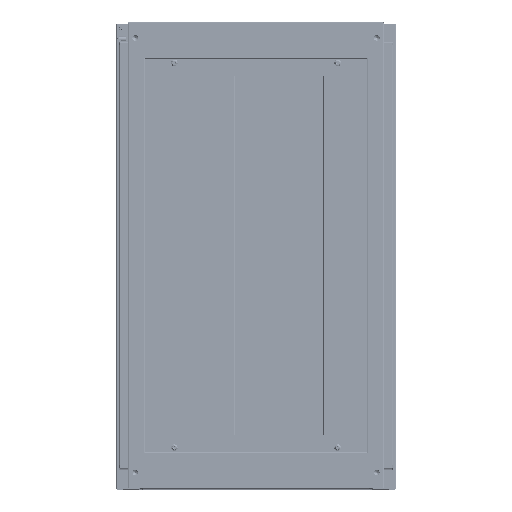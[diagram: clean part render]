
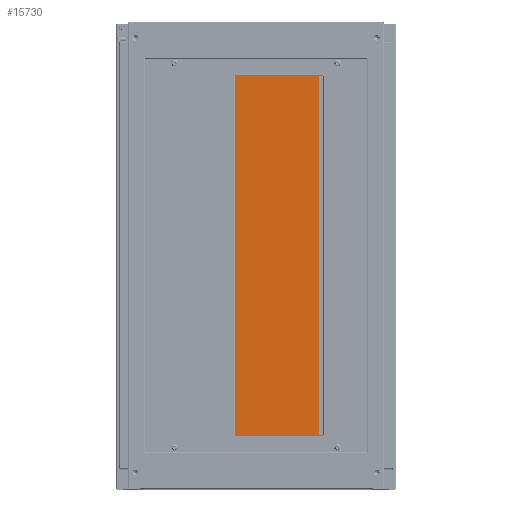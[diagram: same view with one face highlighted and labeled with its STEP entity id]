
A CAD part, top view. The second image highlights one B-rep face of the part: STEP entity #15730.
In plain terms, the highlighted face is planar.
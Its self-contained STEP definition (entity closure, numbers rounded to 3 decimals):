
#15730 = ADVANCED_FACE ( 'NONE', ( #134856 ), #29495, .T. ) ;
#18931 = ORIENTED_EDGE ( 'NONE', *, *, #72534, .F. ) ;
#18932 = ORIENTED_EDGE ( 'NONE', *, *, #72533, .T. ) ;
#18933 = ORIENTED_EDGE ( 'NONE', *, *, #72532, .T. ) ;
#18934 = ORIENTED_EDGE ( 'NONE', *, *, #72535, .T. ) ;
#18935 = ORIENTED_EDGE ( 'NONE', *, *, #72529, .T. ) ;
#18936 = ORIENTED_EDGE ( 'NONE', *, *, #72531, .T. ) ;
#18937 = ORIENTED_EDGE ( 'NONE', *, *, #72536, .T. ) ;
#18938 = ORIENTED_EDGE ( 'NONE', *, *, #72537, .F. ) ;
#20829 = VERTEX_POINT ( 'NONE', #117949 ) ;
#20845 = VERTEX_POINT ( 'NONE', #117985 ) ;
#20847 = VERTEX_POINT ( 'NONE', #117990 ) ;
#21097 = VERTEX_POINT ( 'NONE', #118588 ) ;
#21153 = VERTEX_POINT ( 'NONE', #118724 ) ;
#21256 = VERTEX_POINT ( 'NONE', #118910 ) ;
#21292 = VERTEX_POINT ( 'NONE', #118962 ) ;
#21457 = VERTEX_POINT ( 'NONE', #119107 ) ;
#29486 = CARTESIAN_POINT ( 'NONE',  ( -400., -99., 1.5 ) ) ;
#29495 = PLANE ( 'NONE',  #137813 ) ;
#29505 = DIRECTION ( 'NONE',  ( 0., 0., 1. ) ) ;
#29507 = DIRECTION ( 'NONE',  ( 1., 0., 0. ) ) ;
#72529 = EDGE_CURVE ( 'NONE', #21097, #21153, #102024, .T. ) ;
#72531 = EDGE_CURVE ( 'NONE', #21153, #21292, #102040, .T. ) ;
#72532 = EDGE_CURVE ( 'NONE', #20829, #21457, #102044, .T. ) ;
#72533 = EDGE_CURVE ( 'NONE', #20847, #20829, #102048, .T. ) ;
#72534 = EDGE_CURVE ( 'NONE', #20847, #20845, #102051, .T. ) ;
#72535 = EDGE_CURVE ( 'NONE', #21457, #21097, #102055, .T. ) ;
#72536 = EDGE_CURVE ( 'NONE', #21292, #21256, #102059, .T. ) ;
#72537 = EDGE_CURVE ( 'NONE', #20845, #21256, #102063, .T. ) ;
#75265 = EDGE_LOOP ( 'NONE', ( #18931, #18932, #18933, #18934, #18935, #18936, #18937, #18938 ) ) ;
#97197 = CARTESIAN_POINT ( 'NONE',  ( -400., 99., 1.5 ) ) ;
#97203 = DIRECTION ( 'NONE',  ( -1., 0., 0. ) ) ;
#97210 = CARTESIAN_POINT ( 'NONE',  ( -400., 99., 1.5 ) ) ;
#97211 = DIRECTION ( 'NONE',  ( 0., -1., 0. ) ) ;
#97214 = CARTESIAN_POINT ( 'NONE',  ( -400., -99., 1.5 ) ) ;
#97216 = DIRECTION ( 'NONE',  ( 1., 0., 0. ) ) ;
#97218 = CARTESIAN_POINT ( 'NONE',  ( 385., -98., 1.5 ) ) ;
#97220 = DIRECTION ( 'NONE',  ( 0., -1., 0. ) ) ;
#97222 = CARTESIAN_POINT ( 'NONE',  ( 385., -97.99, 1.5 ) ) ;
#97224 = DIRECTION ( 'NONE',  ( -1., 0., 0. ) ) ;
#97226 = CARTESIAN_POINT ( 'NONE',  ( 400., 99., 1.5 ) ) ;
#97228 = DIRECTION ( 'NONE',  ( 0., 1., 0. ) ) ;
#97231 = CARTESIAN_POINT ( 'NONE',  ( -400., -99., 1.5 ) ) ;
#97233 = DIRECTION ( 'NONE',  ( 1., 0., 0. ) ) ;
#97236 = CARTESIAN_POINT ( 'NONE',  ( -385., -98., 1.5 ) ) ;
#97237 = DIRECTION ( 'NONE',  ( 0., -1., 0. ) ) ;
#102024 = LINE ( 'NONE', #97197, #102033 ) ;
#102033 = VECTOR ( 'NONE', #97203, 1000. ) ;
#102040 = LINE ( 'NONE', #97210, #102042 ) ;
#102042 = VECTOR ( 'NONE', #97211, 1000. ) ;
#102044 = LINE ( 'NONE', #97214, #102046 ) ;
#102046 = VECTOR ( 'NONE', #97216, 1000. ) ;
#102048 = LINE ( 'NONE', #97218, #102050 ) ;
#102050 = VECTOR ( 'NONE', #97220, 1000. ) ;
#102051 = LINE ( 'NONE', #97222, #102053 ) ;
#102053 = VECTOR ( 'NONE', #97224, 1000. ) ;
#102055 = LINE ( 'NONE', #97226, #102057 ) ;
#102057 = VECTOR ( 'NONE', #97228, 1000. ) ;
#102059 = LINE ( 'NONE', #97231, #102061 ) ;
#102061 = VECTOR ( 'NONE', #97233, 1000. ) ;
#102063 = LINE ( 'NONE', #97236, #102064 ) ;
#102064 = VECTOR ( 'NONE', #97237, 1000. ) ;
#117949 = CARTESIAN_POINT ( 'NONE',  ( 385., -99., 1.5 ) ) ;
#117985 = CARTESIAN_POINT ( 'NONE',  ( -385., -97.99, 1.5 ) ) ;
#117990 = CARTESIAN_POINT ( 'NONE',  ( 385., -97.99, 1.5 ) ) ;
#118588 = CARTESIAN_POINT ( 'NONE',  ( 400., 99., 1.5 ) ) ;
#118724 = CARTESIAN_POINT ( 'NONE',  ( -400., 99., 1.5 ) ) ;
#118910 = CARTESIAN_POINT ( 'NONE',  ( -385., -99., 1.5 ) ) ;
#118962 = CARTESIAN_POINT ( 'NONE',  ( -400., -99., 1.5 ) ) ;
#119107 = CARTESIAN_POINT ( 'NONE',  ( 400., -99., 1.5 ) ) ;
#134856 = FACE_OUTER_BOUND ( 'NONE', #75265, .T. ) ;
#137813 = AXIS2_PLACEMENT_3D ( 'NONE', #29486, #29505, #29507 ) ;
